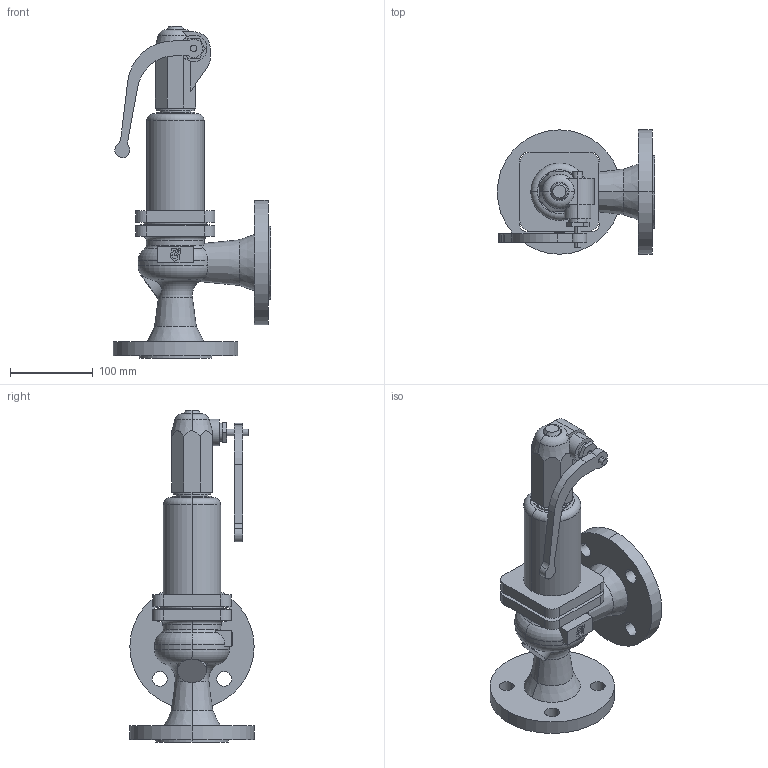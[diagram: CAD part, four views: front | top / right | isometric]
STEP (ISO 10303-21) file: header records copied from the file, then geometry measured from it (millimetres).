
FILE_DESCRIPTION(('HOOPS Exchange Step'),'2;1');
FILE_NAME('SF0300_DN40.stp','2025-12-22T15:49:19+01:00',('nieru'),('Unknown organisation'),'HOOPS Exchange 2024.2','HOOPS Exchange','Unknown authorisation');
FILE_SCHEMA( ('AP203_CONFIGURATION_CONTROLLED_3D_DESIGN_OF_MECHANICAL_PARTS_AND_ASSEMBLIES_MIM_LF') );
Length unit declared in the file: millimetre
Products named in the file (2): 0; root
Assembly tree (1 placements, depth 2):
  root
    0
Bounding box: 190 x 150 x 400.5 mm (x, y, z)
Volume: 2109207.9 mm3; surface area: 212971.8 mm2
Topology: 1 solids, 1 shells, 191 faces, 480 edges, 315 vertices
Faces by surface type: plane 91, cylinder 72, torus 14, cone 12, bspline 2
Entity records: 8722 total; most frequent: CARTESIAN_POINT 4029, DIRECTION 973, ORIENTED_EDGE 960, EDGE_CURVE 480, AXIS2_PLACEMENT_3D 364, VERTEX_POINT 315, VECTOR 245, LINE 245
